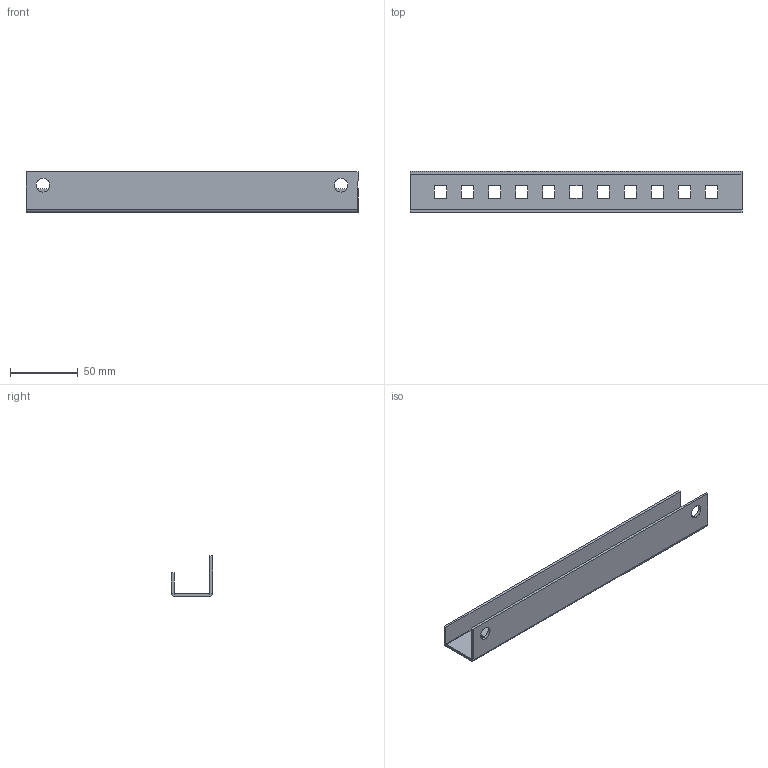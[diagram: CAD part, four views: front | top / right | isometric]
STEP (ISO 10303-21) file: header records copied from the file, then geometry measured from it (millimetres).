
FILE_DESCRIPTION (( 'STEP AP203' ), '1' );
FILE_NAME ('AC00C301.step', '2011-01-20T13:32:52', ( 'User' ), ( 'DKC' ), 'SwSTEP 2.0', 'SolidWorks 2010', '' );
FILE_SCHEMA (( 'CONFIG_CONTROL_DESIGN' ));
Length unit declared in the file: millimetre
Products named in the file (1): AC00C301
Bounding box: 245 x 30.5 x 30 mm (x, y, z)
Volume: 33701.2 mm3; surface area: 35891 mm2
Topology: 1 solids, 1 shells, 70 faces, 188 edges, 120 vertices
Faces by surface type: plane 62, cylinder 8
Entity records: 2269 total; most frequent: CARTESIAN_POINT 379, ORIENTED_EDGE 376, DIRECTION 346, EDGE_CURVE 188, LINE 172, VECTOR 172, VERTEX_POINT 120, EDGE_LOOP 96
